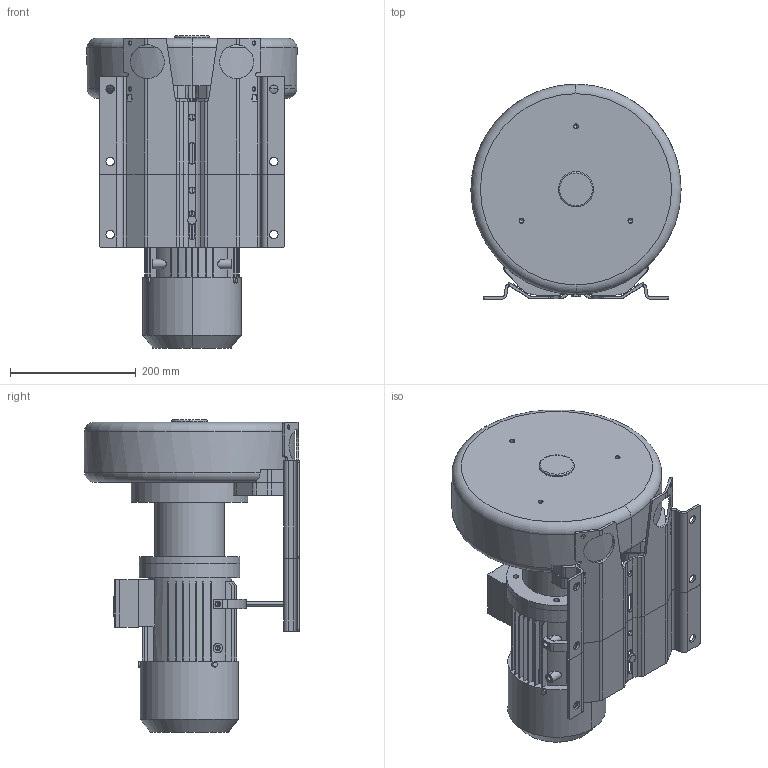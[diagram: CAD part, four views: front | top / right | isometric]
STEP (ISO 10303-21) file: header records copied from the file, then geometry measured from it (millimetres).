
FILE_DESCRIPTION((''),'2;1');
FILE_NAME('MD-001303_ASM','2014-03-20T',('rnennstiel'),('vacuvane vacuum technology gmbh'),'PRO/ENGINEER BY PARAMETRIC TECHNOLOGY CORPORATION, 2010140','PRO/ENGINEER BY PARAMETRIC TECHNOLOGY CORPORATION, 2010140','');
FILE_SCHEMA(('AUTOMOTIVE_DESIGN_CC2 { 1 2 10303 214 -1 1 5 2 }'));
Length unit declared in the file: millimetre
Products named in the file (9): MD-000935; MD-000484; MD-000905; MD-000904_ASM; MD-001362; MD-001373; MD-001305; MD-000366; MD-001303_ASM
Assembly tree (9 placements, depth 3):
  MD-001303_ASM
    MD-000935
    MD-000904_ASM
      MD-000484
      MD-000905
    MD-001362
    MD-001373
    MD-001305
    MD-000366  x2
Bounding box: 334 x 342 x 496.3 mm (x, y, z)
Volume: 14032786.7 mm3; surface area: 938710 mm2
Topology: 8 solids, 20 shells, 771 faces, 2113 edges, 1387 vertices
Faces by surface type: plane 361, cylinder 316, cone 75, torus 7, bspline 4, extrusion 4, sphere 4
Entity records: 36007 total; most frequent: CARTESIAN_POINT 13614, DIRECTION 4154, ORIENTED_EDGE 4002, EDGE_CURVE 2023, AXIS2_PLACEMENT_3D 1508, VERTEX_POINT 1343, VECTOR 1138, LINE 1134
